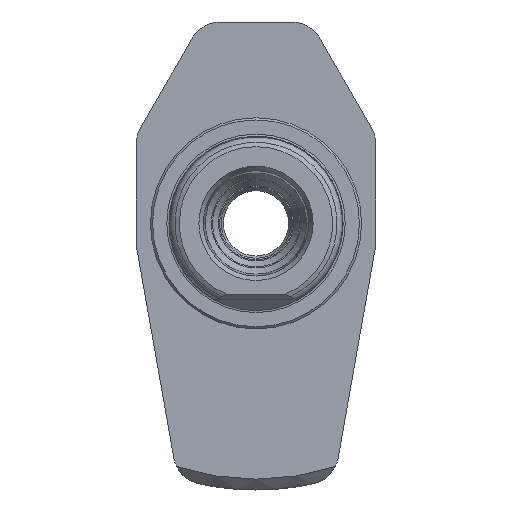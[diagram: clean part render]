
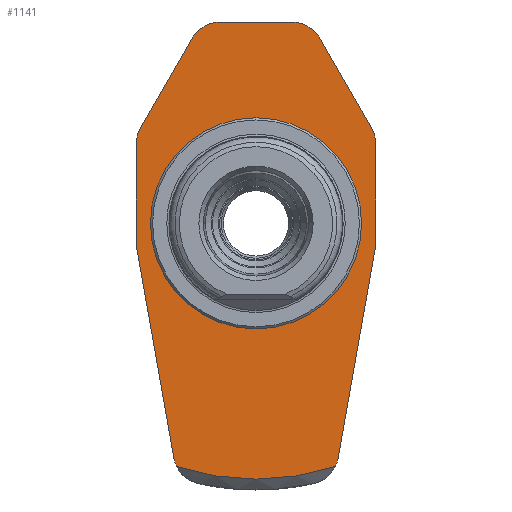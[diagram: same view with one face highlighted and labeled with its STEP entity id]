
A CAD part, left-side view. The second image highlights one B-rep face of the part: STEP entity #1141.
In plain terms, the highlighted planar face has unit normal (-1, 0, 0).
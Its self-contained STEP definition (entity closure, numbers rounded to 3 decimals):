
#628=CARTESIAN_POINT('',(50.2,-10.598,8.804));
#629=VERTEX_POINT('',#628);
#636=CARTESIAN_POINT('',(50.2,-11.,7.304));
#637=VERTEX_POINT('',#636);
#638=CARTESIAN_POINT('',(50.2,-8.,7.304));
#639=DIRECTION('',(-1.0,0.0,0.0));
#640=DIRECTION('',(0.0,-0.866,0.5));
#641=AXIS2_PLACEMENT_3D('',#638,#639,#640);
#642=CIRCLE('',#641,3.0);
#643=EDGE_CURVE('',#637,#629,#642,.T.);
#667=CARTESIAN_POINT('',(50.2,-5.866,17.));
#668=VERTEX_POINT('',#667);
#675=CARTESIAN_POINT('',(50.2,-10.598,8.804));
#676=DIRECTION('',(0.0,0.5,0.866));
#677=VECTOR('',#676,9.464);
#678=LINE('',#675,#677);
#679=EDGE_CURVE('',#629,#668,#678,.T.);
#699=CARTESIAN_POINT('',(50.2,-11.0,-2.0));
#700=VERTEX_POINT('',#699);
#701=CARTESIAN_POINT('',(50.2,-11.0,-2.));
#702=DIRECTION('',(0.0,0.0,1.0));
#703=VECTOR('',#702,9.304);
#704=LINE('',#701,#703);
#705=EDGE_CURVE('',#700,#637,#704,.T.);
#730=CARTESIAN_POINT('',(50.2,-3.268,18.5));
#731=VERTEX_POINT('',#730);
#738=CARTESIAN_POINT('',(50.2,-3.268,15.5));
#739=DIRECTION('',(-1.0,0.0,0.0));
#740=DIRECTION('',(0.0,0.0,1.0));
#741=AXIS2_PLACEMENT_3D('',#738,#739,#740);
#742=CIRCLE('',#741,3.0);
#743=EDGE_CURVE('',#668,#731,#742,.T.);
#763=CARTESIAN_POINT('',(50.2,-7.558,-21.522));
#764=VERTEX_POINT('',#763);
#765=CARTESIAN_POINT('',(50.2,-7.558,-21.522));
#766=DIRECTION('',(0.0,-0.174,0.985));
#767=VECTOR('',#766,19.824);
#768=LINE('',#765,#767);
#769=EDGE_CURVE('',#764,#700,#768,.T.);
#795=CARTESIAN_POINT('',(50.2,-7.287,-22.342));
#796=VERTEX_POINT('',#795);
#797=CARTESIAN_POINT('',(50.2,-4.603,-21.001));
#798=DIRECTION('',(-1.0,0.0,0.0));
#799=DIRECTION('',(0.0,-0.985,-0.174));
#800=AXIS2_PLACEMENT_3D('',#797,#798,#799);
#801=CIRCLE('',#800,3.0);
#802=EDGE_CURVE('',#796,#764,#801,.T.);
#886=CARTESIAN_POINT('',(50.2,7.287,-22.342));
#887=VERTEX_POINT('',#886);
#901=CARTESIAN_POINT('',(50.2,7.558,-21.522));
#902=VERTEX_POINT('',#901);
#903=CARTESIAN_POINT('',(50.2,4.603,-21.001));
#904=DIRECTION('',(-1.0,0.0,0.0));
#905=DIRECTION('',(0.0,0.214,-0.977));
#906=AXIS2_PLACEMENT_3D('',#903,#904,#905);
#907=CIRCLE('',#906,3.0);
#908=EDGE_CURVE('',#902,#887,#907,.T.);
#933=CARTESIAN_POINT('',(50.2,11.,-2.0));
#934=VERTEX_POINT('',#933);
#935=CARTESIAN_POINT('',(50.2,11.,-2.));
#936=DIRECTION('',(0.0,-0.174,-0.985));
#937=VECTOR('',#936,19.824);
#938=LINE('',#935,#937);
#939=EDGE_CURVE('',#934,#902,#938,.T.);
#964=CARTESIAN_POINT('',(50.2,11.,7.304));
#965=VERTEX_POINT('',#964);
#966=CARTESIAN_POINT('',(50.2,11.,7.304));
#967=DIRECTION('',(0.0,0.0,-1.0));
#968=VECTOR('',#967,9.304);
#969=LINE('',#966,#968);
#970=EDGE_CURVE('',#965,#934,#969,.T.);
#996=CARTESIAN_POINT('',(50.2,10.598,8.804));
#997=VERTEX_POINT('',#996);
#998=CARTESIAN_POINT('',(50.2,8.,7.304));
#999=DIRECTION('',(-1.0,0.0,0.0));
#1000=DIRECTION('',(0.0,1.0,0.0));
#1001=AXIS2_PLACEMENT_3D('',#998,#999,#1000);
#1002=CIRCLE('',#1001,3.0);
#1003=EDGE_CURVE('',#997,#965,#1002,.T.);
#1028=CARTESIAN_POINT('',(50.2,5.866,17.));
#1029=VERTEX_POINT('',#1028);
#1030=CARTESIAN_POINT('',(50.2,5.866,17.));
#1031=DIRECTION('',(0.0,0.5,-0.866));
#1032=VECTOR('',#1031,9.464);
#1033=LINE('',#1030,#1032);
#1034=EDGE_CURVE('',#1029,#997,#1033,.T.);
#1060=CARTESIAN_POINT('',(50.2,3.268,18.5));
#1061=VERTEX_POINT('',#1060);
#1062=CARTESIAN_POINT('',(50.2,3.268,15.5));
#1063=DIRECTION('',(-1.0,0.0,0.0));
#1064=DIRECTION('',(0.0,0.866,0.5));
#1065=AXIS2_PLACEMENT_3D('',#1062,#1063,#1064);
#1066=CIRCLE('',#1065,3.0);
#1067=EDGE_CURVE('',#1061,#1029,#1066,.T.);
#1090=CARTESIAN_POINT('',(50.2,-3.268,18.5));
#1091=DIRECTION('',(0.0,1.0,0.0));
#1092=VECTOR('',#1091,6.536);
#1093=LINE('',#1090,#1092);
#1094=EDGE_CURVE('',#731,#1061,#1093,.T.);
#1103=CARTESIAN_POINT('',(50.2,16.6,0.0));
#1104=DIRECTION('',(-1.0,0.0,0.0));
#1105=DIRECTION('',(0.0,0.0,1.0));
#1106=AXIS2_PLACEMENT_3D('',#1103,#1104,#1105);
#1107=PLANE('',#1106);
#1108=ORIENTED_EDGE('',*,*,#802,.T.);
#1109=ORIENTED_EDGE('',*,*,#769,.T.);
#1110=ORIENTED_EDGE('',*,*,#705,.T.);
#1111=ORIENTED_EDGE('',*,*,#643,.T.);
#1112=ORIENTED_EDGE('',*,*,#679,.T.);
#1113=ORIENTED_EDGE('',*,*,#743,.T.);
#1114=ORIENTED_EDGE('',*,*,#1094,.T.);
#1115=ORIENTED_EDGE('',*,*,#1067,.T.);
#1116=ORIENTED_EDGE('',*,*,#1034,.T.);
#1117=ORIENTED_EDGE('',*,*,#1003,.T.);
#1118=ORIENTED_EDGE('',*,*,#970,.T.);
#1119=ORIENTED_EDGE('',*,*,#939,.T.);
#1120=ORIENTED_EDGE('',*,*,#908,.T.);
#1121=CARTESIAN_POINT('',(50.2,0.0,0.0));
#1122=DIRECTION('',(1.0,0.0,0.0));
#1123=DIRECTION('',(0.0,1.0,0.0));
#1124=AXIS2_PLACEMENT_3D('',#1121,#1122,#1123);
#1125=CIRCLE('',#1124,23.5);
#1126=EDGE_CURVE('',#796,#887,#1125,.T.);
#1127=ORIENTED_EDGE('',*,*,#1126,.F.);
#1128=EDGE_LOOP('',(#1108,#1109,#1110,#1111,#1112,#1113,#1114,#1115,#1116,#1117,#1118,#1119,#1120,#1127));
#1129=FACE_OUTER_BOUND('',#1128,.T.);
#1130=CARTESIAN_POINT('',(50.2,9.7,0.0));
#1131=VERTEX_POINT('',#1130);
#1132=CARTESIAN_POINT('',(50.2,0.0,0.0));
#1133=DIRECTION('',(1.0,0.0,0.0));
#1134=DIRECTION('',(0.0,1.0,0.0));
#1135=AXIS2_PLACEMENT_3D('',#1132,#1133,#1134);
#1136=CIRCLE('',#1135,9.7);
#1137=EDGE_CURVE('',#1131,#1131,#1136,.T.);
#1138=ORIENTED_EDGE('',*,*,#1137,.T.);
#1139=EDGE_LOOP('',(#1138));
#1140=FACE_BOUND('',#1139,.T.);
#1141=ADVANCED_FACE('',(#1129,#1140),#1107,.T.);
